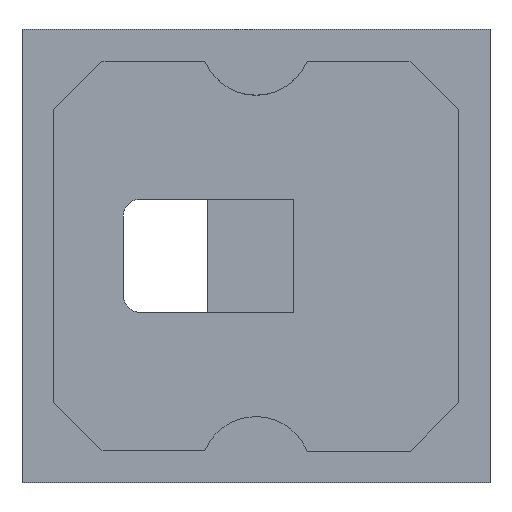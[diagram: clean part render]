
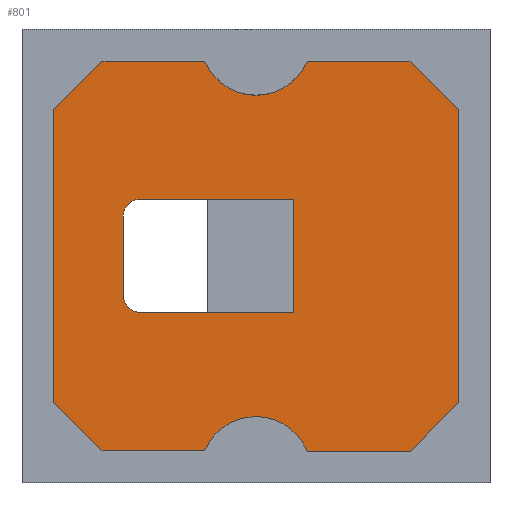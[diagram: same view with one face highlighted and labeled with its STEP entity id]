
A CAD part, top view. The second image highlights one B-rep face of the part: STEP entity #801.
In plain terms, the highlighted planar face has unit normal (0, 0, 1).
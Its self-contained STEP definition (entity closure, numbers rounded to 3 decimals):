
#434 = VERTEX_POINT('',#435);
#435 = CARTESIAN_POINT('',(-2.25,8.577,-4.));
#441 = EDGE_CURVE('',#434,#442,#444,.T.);
#442 = VERTEX_POINT('',#443);
#443 = CARTESIAN_POINT('',(-6.78,8.576,-4.));
#444 = LINE('',#445,#446);
#445 = CARTESIAN_POINT('',(-2.25,8.577,-4.));
#446 = VECTOR('',#447,1.);
#447 = DIRECTION('',(-1.,0.,0.));
#465 = EDGE_CURVE('',#442,#466,#468,.T.);
#466 = VERTEX_POINT('',#467);
#467 = CARTESIAN_POINT('',(-8.9,6.453,-4.));
#468 = LINE('',#469,#470);
#469 = CARTESIAN_POINT('',(-6.78,8.576,-4.));
#470 = VECTOR('',#471,1.);
#471 = DIRECTION('',(-0.707,-0.707,0.));
#489 = EDGE_CURVE('',#466,#490,#492,.T.);
#490 = VERTEX_POINT('',#491);
#491 = CARTESIAN_POINT('',(-8.9,-6.454,-4.));
#492 = LINE('',#493,#494);
#493 = CARTESIAN_POINT('',(-8.9,6.453,-4.));
#494 = VECTOR('',#495,1.);
#495 = DIRECTION('',(0.,-1.,0.));
#513 = EDGE_CURVE('',#490,#514,#516,.T.);
#514 = VERTEX_POINT('',#515);
#515 = CARTESIAN_POINT('',(-6.779,-8.575,-4.));
#516 = LINE('',#517,#518);
#517 = CARTESIAN_POINT('',(-8.9,-6.454,-4.));
#518 = VECTOR('',#519,1.);
#519 = DIRECTION('',(0.707,-0.707,0.));
#537 = EDGE_CURVE('',#514,#538,#540,.T.);
#538 = VERTEX_POINT('',#539);
#539 = CARTESIAN_POINT('',(-2.25,-8.575,-4.));
#540 = LINE('',#541,#542);
#541 = CARTESIAN_POINT('',(-6.779,-8.575,-4.));
#542 = VECTOR('',#543,1.);
#543 = DIRECTION('',(1.,0.,0.));
#561 = VERTEX_POINT('',#562);
#562 = CARTESIAN_POINT('',(2.25,-8.602,-4.));
#568 = EDGE_CURVE('',#561,#538,#569,.T.);
#569 = CIRCLE('',#570,2.429);
#570 = AXIS2_PLACEMENT_3D('',#571,#572,#573);
#571 = CARTESIAN_POINT('',(-0.005,-9.504,-4.));
#572 = DIRECTION('',(0.,0.,1.));
#573 = DIRECTION('',(1.,0.,0.));
#586 = EDGE_CURVE('',#561,#587,#589,.T.);
#587 = VERTEX_POINT('',#588);
#588 = CARTESIAN_POINT('',(6.808,-8.602,-4.));
#589 = LINE('',#590,#591);
#590 = CARTESIAN_POINT('',(2.25,-8.602,-4.));
#591 = VECTOR('',#592,1.);
#592 = DIRECTION('',(1.,0.,0.));
#610 = EDGE_CURVE('',#587,#611,#613,.T.);
#611 = VERTEX_POINT('',#612);
#612 = CARTESIAN_POINT('',(8.9,-6.451,-4.));
#613 = LINE('',#614,#615);
#614 = CARTESIAN_POINT('',(6.808,-8.602,-4.));
#615 = VECTOR('',#616,1.);
#616 = DIRECTION('',(0.697,0.717,0.));
#634 = EDGE_CURVE('',#611,#635,#637,.T.);
#635 = VERTEX_POINT('',#636);
#636 = CARTESIAN_POINT('',(8.9,6.456,-4.));
#637 = LINE('',#638,#639);
#638 = CARTESIAN_POINT('',(8.9,-6.451,-4.));
#639 = VECTOR('',#640,1.);
#640 = DIRECTION('',(0.,1.,0.));
#658 = EDGE_CURVE('',#635,#659,#661,.T.);
#659 = VERTEX_POINT('',#660);
#660 = CARTESIAN_POINT('',(6.779,8.577,-4.));
#661 = LINE('',#662,#663);
#662 = CARTESIAN_POINT('',(8.9,6.456,-4.));
#663 = VECTOR('',#664,1.);
#664 = DIRECTION('',(-0.707,0.707,0.));
#682 = EDGE_CURVE('',#659,#683,#685,.T.);
#683 = VERTEX_POINT('',#684);
#684 = CARTESIAN_POINT('',(2.25,8.577,-4.));
#685 = LINE('',#686,#687);
#686 = CARTESIAN_POINT('',(6.779,8.577,-4.));
#687 = VECTOR('',#688,1.);
#688 = DIRECTION('',(-1.,0.,0.));
#706 = EDGE_CURVE('',#434,#683,#707,.T.);
#707 = CIRCLE('',#708,2.436);
#708 = AXIS2_PLACEMENT_3D('',#709,#710,#711);
#709 = CARTESIAN_POINT('',(0.,9.511,-4.));
#710 = DIRECTION('',(0.,0.,1.));
#711 = DIRECTION('',(1.,0.,0.));
#801 = ADVANCED_FACE('',(#802,#816),#868,.T.);
#802 = FACE_BOUND('',#803,.T.);
#803 = EDGE_LOOP('',(#804,#805,#806,#807,#808,#809,#810,#811,#812,#813,
    #814,#815));
#804 = ORIENTED_EDGE('',*,*,#441,.T.);
#805 = ORIENTED_EDGE('',*,*,#465,.T.);
#806 = ORIENTED_EDGE('',*,*,#489,.T.);
#807 = ORIENTED_EDGE('',*,*,#513,.T.);
#808 = ORIENTED_EDGE('',*,*,#537,.T.);
#809 = ORIENTED_EDGE('',*,*,#568,.F.);
#810 = ORIENTED_EDGE('',*,*,#586,.T.);
#811 = ORIENTED_EDGE('',*,*,#610,.T.);
#812 = ORIENTED_EDGE('',*,*,#634,.T.);
#813 = ORIENTED_EDGE('',*,*,#658,.T.);
#814 = ORIENTED_EDGE('',*,*,#682,.T.);
#815 = ORIENTED_EDGE('',*,*,#706,.F.);
#816 = FACE_BOUND('',#817,.T.);
#817 = EDGE_LOOP('',(#818,#828,#837,#845,#854,#862));
#818 = ORIENTED_EDGE('',*,*,#819,.F.);
#819 = EDGE_CURVE('',#820,#822,#824,.T.);
#820 = VERTEX_POINT('',#821);
#821 = CARTESIAN_POINT('',(-5.038,-2.5,-4.));
#822 = VERTEX_POINT('',#823);
#823 = CARTESIAN_POINT('',(1.65,-2.5,-4.));
#824 = LINE('',#825,#826);
#825 = CARTESIAN_POINT('',(-5.038,-2.5,-4.));
#826 = VECTOR('',#827,1.);
#827 = DIRECTION('',(1.,0.,0.));
#828 = ORIENTED_EDGE('',*,*,#829,.F.);
#829 = EDGE_CURVE('',#830,#820,#832,.T.);
#830 = VERTEX_POINT('',#831);
#831 = CARTESIAN_POINT('',(-5.85,-1.688,-4.));
#832 = CIRCLE('',#833,0.812);
#833 = AXIS2_PLACEMENT_3D('',#834,#835,#836);
#834 = CARTESIAN_POINT('',(-5.038,-1.688,-4.));
#835 = DIRECTION('',(0.,0.,1.));
#836 = DIRECTION('',(1.,0.,0.));
#837 = ORIENTED_EDGE('',*,*,#838,.F.);
#838 = EDGE_CURVE('',#839,#830,#841,.T.);
#839 = VERTEX_POINT('',#840);
#840 = CARTESIAN_POINT('',(-5.85,1.75,-4.));
#841 = LINE('',#842,#843);
#842 = CARTESIAN_POINT('',(-5.85,1.75,-4.));
#843 = VECTOR('',#844,1.);
#844 = DIRECTION('',(0.,-1.,0.));
#845 = ORIENTED_EDGE('',*,*,#846,.F.);
#846 = EDGE_CURVE('',#847,#839,#849,.T.);
#847 = VERTEX_POINT('',#848);
#848 = CARTESIAN_POINT('',(-5.1,2.5,-4.));
#849 = CIRCLE('',#850,0.75);
#850 = AXIS2_PLACEMENT_3D('',#851,#852,#853);
#851 = CARTESIAN_POINT('',(-5.1,1.75,-4.));
#852 = DIRECTION('',(0.,0.,1.));
#853 = DIRECTION('',(1.,0.,0.));
#854 = ORIENTED_EDGE('',*,*,#855,.F.);
#855 = EDGE_CURVE('',#856,#847,#858,.T.);
#856 = VERTEX_POINT('',#857);
#857 = CARTESIAN_POINT('',(1.65,2.5,-4.));
#858 = LINE('',#859,#860);
#859 = CARTESIAN_POINT('',(1.65,2.5,-4.));
#860 = VECTOR('',#861,1.);
#861 = DIRECTION('',(-1.,0.,0.));
#862 = ORIENTED_EDGE('',*,*,#863,.F.);
#863 = EDGE_CURVE('',#822,#856,#864,.T.);
#864 = LINE('',#865,#866);
#865 = CARTESIAN_POINT('',(1.65,-2.5,-4.));
#866 = VECTOR('',#867,1.);
#867 = DIRECTION('',(0.,1.,0.));
#868 = PLANE('',#869);
#869 = AXIS2_PLACEMENT_3D('',#870,#871,#872);
#870 = CARTESIAN_POINT('',(0.004,-0.007,-4.));
#871 = DIRECTION('',(0.,0.,1.));
#872 = DIRECTION('',(1.,0.,0.));
